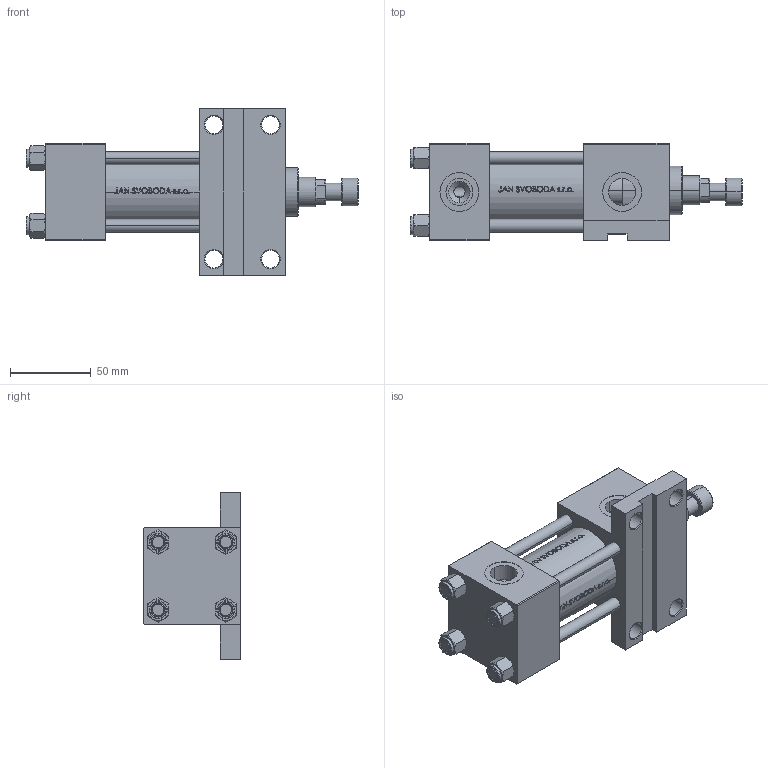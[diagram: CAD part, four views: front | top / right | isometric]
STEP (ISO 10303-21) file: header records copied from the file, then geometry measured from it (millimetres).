
FILE_DESCRIPTION (( 'STEP AP203' ), '1' );
FILE_NAME ('f972.STEP', '2023-08-23T08:20:18', ( '' ), ( '' ), 'SwSTEP 2.0', 'SolidWorks 2019', '' );
FILE_SCHEMA (( 'CONFIG_CONTROL_DESIGN' ));
Length unit declared in the file: millimetre
Products named in the file (7): V215CR_VCP_F 089e4d46aced75a0f57f4b4dca5afb92; V215CR_ROD_END_F 089e4d46aced75a0f57f4b4dca5afb92; f972; V215CR_F_Body 089e4d46aced75a0f57f4b4dca5afb92; NUT_M5_F 089e4d46aced75a0f57f4b4dca5afb92; V215CR_F_TYCINKA 089e4d46aced75a0f57f4b4dca5afb92; V215_VC_A 089e4d46aced75a0f57f4b4dca5afb92
Assembly tree (12 placements, depth 2):
  f972
    V215CR_F_Body 089e4d46aced75a0f57f4b4dca5afb92
    V215CR_VCP_F 089e4d46aced75a0f57f4b4dca5afb92
    V215CR_F_TYCINKA 089e4d46aced75a0f57f4b4dca5afb92  x4
    NUT_M5_F 089e4d46aced75a0f57f4b4dca5afb92  x4
    V215_VC_A 089e4d46aced75a0f57f4b4dca5afb92
    V215CR_ROD_END_F 089e4d46aced75a0f57f4b4dca5afb92
Bounding box: 205 x 60 x 103 mm (x, y, z)
Volume: 426845.8 mm3; surface area: 112847.1 mm2
Topology: 12 solids, 12 shells, 1129 faces, 2872 edges, 1858 vertices
Faces by surface type: plane 440, bspline 380, cone 152, cylinder 145, torus 12
Entity records: 49027 total; most frequent: CARTESIAN_POINT 26247, ORIENTED_EDGE 5236, DIRECTION 3269, EDGE_CURVE 2618, VERTEX_POINT 1714, VECTOR 1323, LINE 1323, EDGE_LOOP 1120
